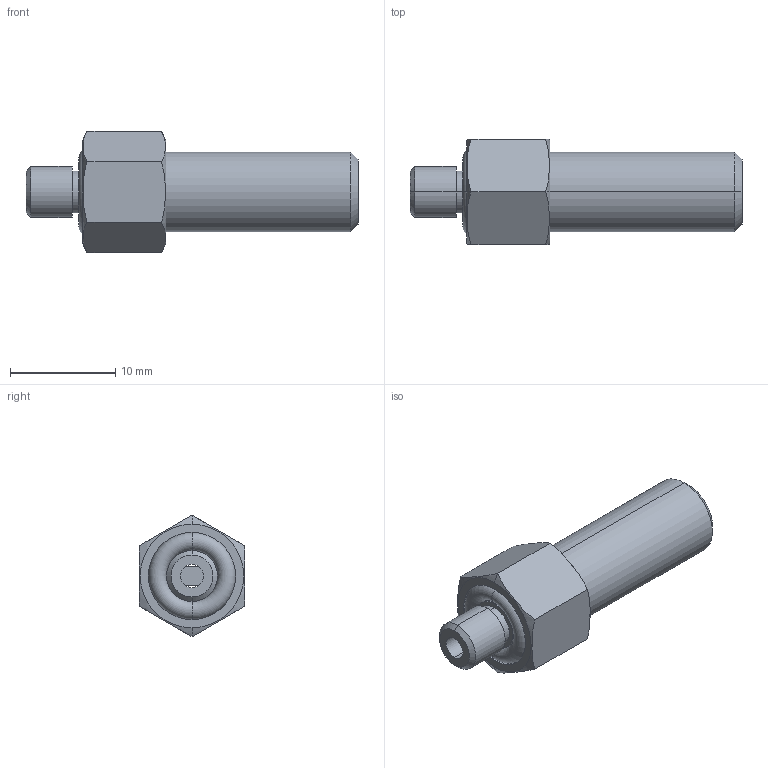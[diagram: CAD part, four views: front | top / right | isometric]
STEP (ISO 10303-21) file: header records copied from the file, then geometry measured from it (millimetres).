
FILE_DESCRIPTION (( 'STEP AP214' ), '1' );
FILE_NAME ('276-8751-001 Simplified Model.STEP', '2023-07-27T21:55:06', ( '' ), ( '' ), 'SwSTEP 2.0', 'SolidWorks 2021', '' );
FILE_SCHEMA (( 'AUTOMOTIVE_DESIGN' ));
Length unit declared in the file: millimetre
Products named in the file (1): 276-8751-001 Simplified Model
Bounding box: 31.6 x 10 x 11.55 mm (x, y, z)
Volume: 1154.4 mm3; surface area: 1570.2 mm2
Topology: 3 solids, 3 shells, 51 faces, 106 edges, 64 vertices
Faces by surface type: plane 19, cylinder 18, torus 10, cone 4
Entity records: 1510 total; most frequent: CARTESIAN_POINT 338, DIRECTION 256, ORIENTED_EDGE 212, AXIS2_PLACEMENT_3D 110, EDGE_CURVE 106, VERTEX_POINT 64, CIRCLE 58, EDGE_LOOP 58
